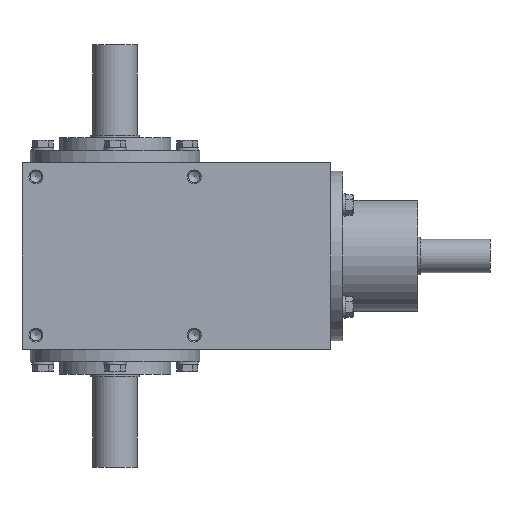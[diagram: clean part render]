
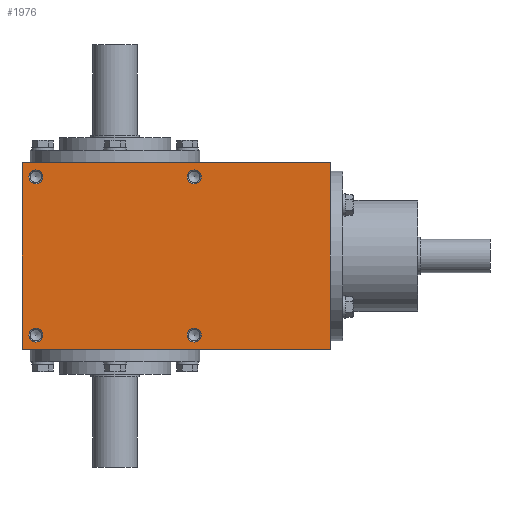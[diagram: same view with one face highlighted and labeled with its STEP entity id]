
A CAD part, front view. The second image highlights one B-rep face of the part: STEP entity #1976.
In plain terms, the highlighted planar face has unit normal (0, -1, 0).
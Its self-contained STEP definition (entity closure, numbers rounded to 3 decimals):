
#248=PLANE('',#2290);
#289=LINE('',#3540,#329);
#292=LINE('',#3554,#332);
#293=LINE('',#3556,#333);
#294=LINE('',#3558,#334);
#329=VECTOR('',#2831,1000.);
#332=VECTOR('',#2844,1000.);
#333=VECTOR('',#2845,1000.);
#334=VECTOR('',#2846,1000.);
#597=ORIENTED_EDGE('',*,*,#955,.T.);
#598=ORIENTED_EDGE('',*,*,#956,.F.);
#599=ORIENTED_EDGE('',*,*,#957,.T.);
#600=ORIENTED_EDGE('',*,*,#958,.F.);
#601=ORIENTED_EDGE('',*,*,#959,.T.);
#602=ORIENTED_EDGE('',*,*,#960,.F.);
#603=ORIENTED_EDGE('',*,*,#961,.T.);
#604=ORIENTED_EDGE('',*,*,#952,.T.);
#952=EDGE_CURVE('',#1141,#1140,#289,.T.);
#955=EDGE_CURVE('',#1143,#1143,#1269,.T.);
#956=EDGE_CURVE('',#1144,#1144,#1270,.T.);
#957=EDGE_CURVE('',#1145,#1145,#1271,.T.);
#958=EDGE_CURVE('',#1146,#1146,#1272,.T.);
#959=EDGE_CURVE('',#1140,#1147,#292,.T.);
#960=EDGE_CURVE('',#1148,#1147,#293,.T.);
#961=EDGE_CURVE('',#1148,#1141,#294,.T.);
#1140=VERTEX_POINT('',#3539);
#1141=VERTEX_POINT('',#3541);
#1143=VERTEX_POINT('',#3547);
#1144=VERTEX_POINT('',#3549);
#1145=VERTEX_POINT('',#3551);
#1146=VERTEX_POINT('',#3553);
#1147=VERTEX_POINT('',#3555);
#1148=VERTEX_POINT('',#3557);
#1269=CIRCLE('',#2291,5.);
#1270=CIRCLE('',#2292,5.);
#1271=CIRCLE('',#2293,5.);
#1272=CIRCLE('',#2294,5.);
#1424=EDGE_LOOP('',(#597));
#1425=EDGE_LOOP('',(#598));
#1426=EDGE_LOOP('',(#599));
#1427=EDGE_LOOP('',(#600));
#1428=EDGE_LOOP('',(#601,#602,#603,#604));
#1682=FACE_BOUND('',#1424,.T.);
#1683=FACE_BOUND('',#1425,.T.);
#1684=FACE_BOUND('',#1426,.T.);
#1685=FACE_BOUND('',#1427,.T.);
#1686=FACE_BOUND('',#1428,.T.);
#1976=ADVANCED_FACE('',(#1682,#1683,#1684,#1685,#1686),#248,.F.);
#2290=AXIS2_PLACEMENT_3D('',#3545,#2834,#2835);
#2291=AXIS2_PLACEMENT_3D('',#3546,#2836,#2837);
#2292=AXIS2_PLACEMENT_3D('',#3548,#2838,#2839);
#2293=AXIS2_PLACEMENT_3D('',#3550,#2840,#2841);
#2294=AXIS2_PLACEMENT_3D('',#3552,#2842,#2843);
#2831=DIRECTION('',(0.,0.,-1.));
#2834=DIRECTION('',(0.,1.,0.));
#2835=DIRECTION('',(0.,0.,1.));
#2836=DIRECTION('',(0.,1.,0.));
#2837=DIRECTION('',(0.,0.,1.));
#2838=DIRECTION('',(0.,-1.,0.));
#2839=DIRECTION('',(0.,0.,-1.));
#2840=DIRECTION('',(0.,1.,0.));
#2841=DIRECTION('',(0.,0.,1.));
#2842=DIRECTION('',(0.,-1.,0.));
#2843=DIRECTION('',(0.,0.,-1.));
#2844=DIRECTION('',(1.,0.,0.));
#2845=DIRECTION('',(0.,0.,-1.));
#2846=DIRECTION('',(-1.,0.,0.));
#3539=CARTESIAN_POINT('',(-67.,-67.,-67.));
#3540=CARTESIAN_POINT('',(-67.,-67.,67.));
#3541=CARTESIAN_POINT('',(-67.,-67.,155.));
#3545=CARTESIAN_POINT('',(-67.,-67.,67.));
#3546=CARTESIAN_POINT('',(-57.,-67.,-57.));
#3547=CARTESIAN_POINT('',(-57.,-67.,-52.));
#3548=CARTESIAN_POINT('',(57.,-67.,-57.));
#3549=CARTESIAN_POINT('',(57.,-67.,-62.));
#3550=CARTESIAN_POINT('',(-57.,-67.,57.));
#3551=CARTESIAN_POINT('',(-57.,-67.,62.));
#3552=CARTESIAN_POINT('',(57.,-67.,57.));
#3553=CARTESIAN_POINT('',(57.,-67.,52.));
#3554=CARTESIAN_POINT('',(-67.,-67.,-67.));
#3555=CARTESIAN_POINT('',(67.,-67.,-67.));
#3556=CARTESIAN_POINT('',(67.,-67.,67.));
#3557=CARTESIAN_POINT('',(67.,-67.,155.));
#3558=CARTESIAN_POINT('',(67.,-67.,155.));
